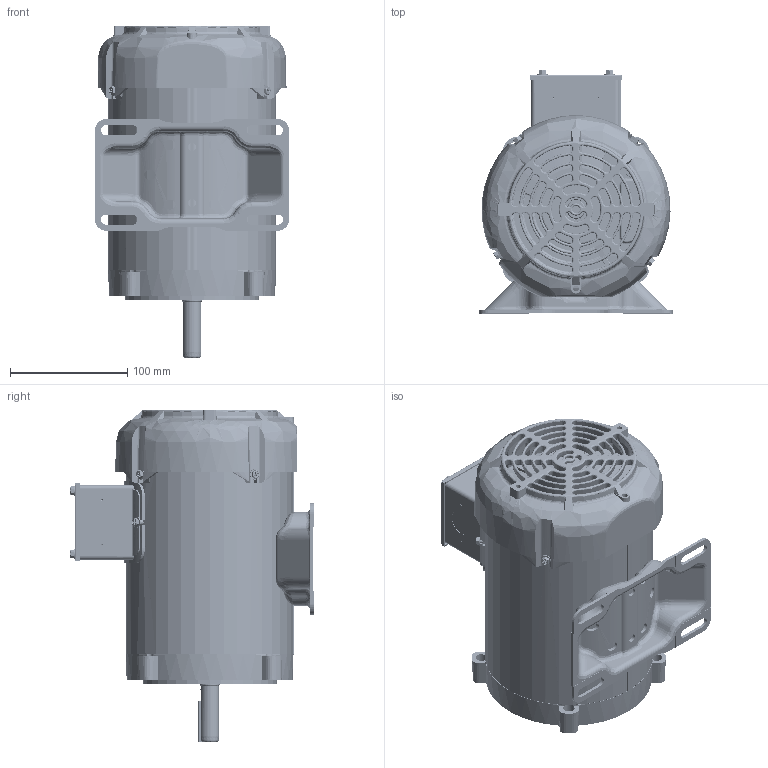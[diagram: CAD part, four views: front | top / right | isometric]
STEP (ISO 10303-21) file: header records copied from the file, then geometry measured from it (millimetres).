
FILE_DESCRIPTION (( 'STEP AP214' ), '1' );
FILE_NAME ('SS75928-625_Rev05 R1.STEP', '2022-01-25T23:30:58', ( '' ), ( '' ), 'SwSTEP 2.0', 'SolidWorks 2017', '' );
FILE_SCHEMA (( 'AUTOMOTIVE_DESIGN' ));
Length unit declared in the file: inch
Products named in the file (1): SS75928-625_Rev05 R1
Bounding box: 165.1 x 206.98 x 282.61 mm (x, y, z)
Volume: 594291.1 mm3; surface area: 491974.3 mm2
Topology: 38 solids, 38 shells, 4415 faces, 11180 edges, 6818 vertices
Faces by surface type: bspline 1541, plane 1176, cylinder 916, cone 782
Entity records: 183946 total; most frequent: CARTESIAN_POINT 88181, ORIENTED_EDGE 22198, DIRECTION 17555, EDGE_CURVE 11099, AXIS2_PLACEMENT_3D 7070, VERTEX_POINT 6818, EDGE_LOOP 4683, FACE_OUTER_BOUND 4415
